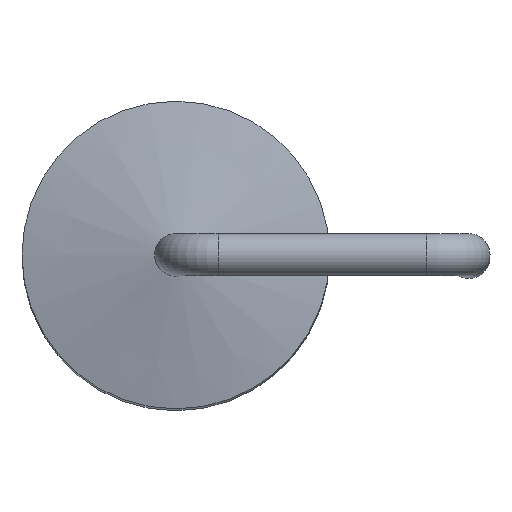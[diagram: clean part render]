
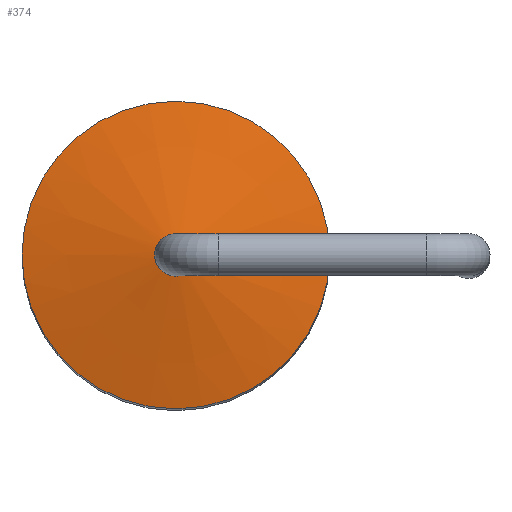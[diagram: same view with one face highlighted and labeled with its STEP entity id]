
A CAD part, top view. The second image highlights one B-rep face of the part: STEP entity #374.
In plain terms, the highlighted conical face has half-angle 78.192 degrees and reference radius 0.412 mm.
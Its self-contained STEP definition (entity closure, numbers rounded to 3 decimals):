
#27=DIRECTION('',(0.,0.,1.));
#49=DIRECTION('',(0.,-1.,0.));
#69=DIRECTION('',(0.,0.,-1.));
#359=VERTEX_POINT('',#360);
#360=CARTESIAN_POINT('',(4.,0.,29.35));
#364=ORIENTED_EDGE('',*,*,#365,.F.);
#365=EDGE_CURVE('',#359,#359,#366,.T.);
#366=CIRCLE('',#367,4.);
#367=AXIS2_PLACEMENT_3D('',#368,#369,#370);
#368=CARTESIAN_POINT('',(0.,0.,29.35));
#369=DIRECTION('',(0.,0.,-1.));
#370=DIRECTION('',(1.,0.,0.));
#374=ADVANCED_FACE('',(#375),#391,.T.);
#375=FACE_BOUND('',#376,.T.);
#376=EDGE_LOOP('',(#377,#384,#364,#390));
#377=ORIENTED_EDGE('',*,*,#378,.F.);
#378=EDGE_CURVE('',#379,#379,#381,.T.);
#379=VERTEX_POINT('',#380);
#380=CARTESIAN_POINT('',(0.55,0.,30.071));
#381=CIRCLE('',#382,0.55);
#382=AXIS2_PLACEMENT_3D('',#383,#27,#49);
#383=CARTESIAN_POINT('',(0.,0.,30.071)  );
#384=ORIENTED_EDGE('',*,*,#385,.T.);
#385=EDGE_CURVE('',#379,#359,#386,.T.);
#386=LINE('',#387,#388);
#387=CARTESIAN_POINT('',(0.413,0.,30.1));
#388=VECTOR('',#389,1.);
#389=DIRECTION('',(0.979,0.,-0.205    ));
#390=ORIENTED_EDGE('',*,*,#385,.F.);
#391=CONICAL_SURFACE('',#392,0.413,1.365);
#392=AXIS2_PLACEMENT_3D('',#393,#69,#394);
#393=CARTESIAN_POINT('',(0.,0.,30.1));
#394=DIRECTION('',(1.,0.,0.));
